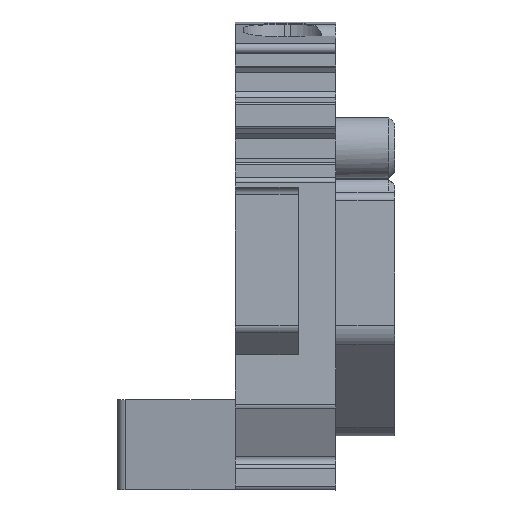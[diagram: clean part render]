
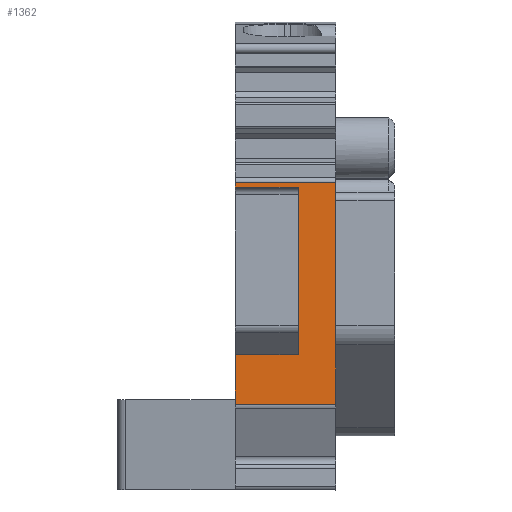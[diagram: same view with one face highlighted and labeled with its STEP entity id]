
A CAD part, front view. The second image highlights one B-rep face of the part: STEP entity #1362.
In plain terms, the highlighted planar face has unit normal (0, -1, 0).
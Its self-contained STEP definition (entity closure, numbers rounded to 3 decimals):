
#1310=AXIS2_PLACEMENT_3D('Plane Axis2P3D',#1307,#1308,#1309) ;
#399=CARTESIAN_POINT('Vertex',(6.,0.,15.404)) ;
#402=CARTESIAN_POINT('Line Origine',(6.,0.,15.528)) ;
#406=CARTESIAN_POINT('Vertex',(6.,0.,15.652)) ;
#1288=CARTESIAN_POINT('Line Origine',(7.6,0.,15.404)) ;
#1292=CARTESIAN_POINT('Vertex',(9.2,0.,15.404)) ;
#1307=CARTESIAN_POINT('Axis2P3D Location',(11.1,0.,15.652)) ;
#1312=CARTESIAN_POINT('Line Origine',(9.2,0.,11.145)) ;
#1316=CARTESIAN_POINT('Vertex',(9.2,0.,6.887)) ;
#1319=CARTESIAN_POINT('Line Origine',(7.6,0.,6.887)) ;
#1323=CARTESIAN_POINT('Vertex',(6.,0.,6.887)) ;
#1326=CARTESIAN_POINT('Line Origine',(6.,0.,5.626)) ;
#1330=CARTESIAN_POINT('Vertex',(6.,0.,4.366)) ;
#1333=CARTESIAN_POINT('Line Origine',(8.55,0.,4.366)) ;
#1337=CARTESIAN_POINT('Vertex',(11.1,0.,4.366)) ;
#1340=CARTESIAN_POINT('Line Origine',(11.1,0.,10.009)) ;
#1344=CARTESIAN_POINT('Vertex',(11.1,0.,15.652)) ;
#1347=CARTESIAN_POINT('Line Origine',(8.55,0.,15.652)) ;
#403=DIRECTION('Vector Direction',(0.,0.,-1.)) ;
#1289=DIRECTION('Vector Direction',(-1.,0.,0.)) ;
#1308=DIRECTION('Axis2P3D Direction',(0.,1.,0.)) ;
#1309=DIRECTION('Axis2P3D XDirection',(0.,0.,1.)) ;
#1313=DIRECTION('Vector Direction',(0.,0.,-1.)) ;
#1320=DIRECTION('Vector Direction',(1.,0.,0.)) ;
#1327=DIRECTION('Vector Direction',(0.,0.,-1.)) ;
#1334=DIRECTION('Vector Direction',(-1.,0.,0.)) ;
#1341=DIRECTION('Vector Direction',(0.,0.,-1.)) ;
#1348=DIRECTION('Vector Direction',(-1.,0.,0.)) ;
#404=VECTOR('Line Direction',#403,1.) ;
#1290=VECTOR('Line Direction',#1289,1.) ;
#1314=VECTOR('Line Direction',#1313,1.) ;
#1321=VECTOR('Line Direction',#1320,1.) ;
#1328=VECTOR('Line Direction',#1327,1.) ;
#1335=VECTOR('Line Direction',#1334,1.) ;
#1342=VECTOR('Line Direction',#1341,1.) ;
#1349=VECTOR('Line Direction',#1348,1.) ;
#1353=ORIENTED_EDGE('',*,*,#1294,.F.) ;
#1354=ORIENTED_EDGE('',*,*,#1318,.T.) ;
#1355=ORIENTED_EDGE('',*,*,#1325,.F.) ;
#1356=ORIENTED_EDGE('',*,*,#1332,.T.) ;
#1357=ORIENTED_EDGE('',*,*,#1339,.F.) ;
#1358=ORIENTED_EDGE('',*,*,#1346,.F.) ;
#1359=ORIENTED_EDGE('',*,*,#1351,.T.) ;
#1360=ORIENTED_EDGE('',*,*,#408,.T.) ;
#1362=ADVANCED_FACE('MLD',(#1361),#1311,.F.) ;
#408=EDGE_CURVE('',#407,#400,#405,.T.) ;
#1294=EDGE_CURVE('',#1293,#400,#1291,.T.) ;
#1318=EDGE_CURVE('',#1293,#1317,#1315,.T.) ;
#1325=EDGE_CURVE('',#1324,#1317,#1322,.T.) ;
#1332=EDGE_CURVE('',#1324,#1331,#1329,.T.) ;
#1339=EDGE_CURVE('',#1338,#1331,#1336,.T.) ;
#1346=EDGE_CURVE('',#1345,#1338,#1343,.T.) ;
#1351=EDGE_CURVE('',#1345,#407,#1350,.T.) ;
#1352=EDGE_LOOP('',(#1353,#1354,#1355,#1356,#1357,#1358,#1359,#1360)) ;
#1361=FACE_OUTER_BOUND('',#1352,.T.) ;
#405=LINE('Line',#402,#404) ;
#1291=LINE('Line',#1288,#1290) ;
#1315=LINE('Line',#1312,#1314) ;
#1322=LINE('Line',#1319,#1321) ;
#1329=LINE('Line',#1326,#1328) ;
#1336=LINE('Line',#1333,#1335) ;
#1343=LINE('Line',#1340,#1342) ;
#1350=LINE('Line',#1347,#1349) ;
#1311=PLANE('',#1310) ;
#400=VERTEX_POINT('',#399) ;
#407=VERTEX_POINT('',#406) ;
#1293=VERTEX_POINT('',#1292) ;
#1317=VERTEX_POINT('',#1316) ;
#1324=VERTEX_POINT('',#1323) ;
#1331=VERTEX_POINT('',#1330) ;
#1338=VERTEX_POINT('',#1337) ;
#1345=VERTEX_POINT('',#1344) ;
